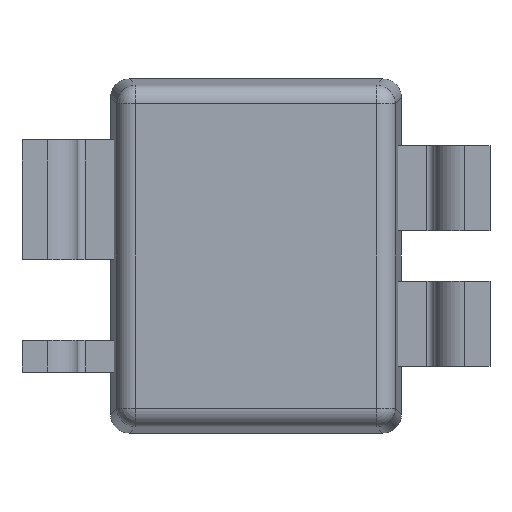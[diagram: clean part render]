
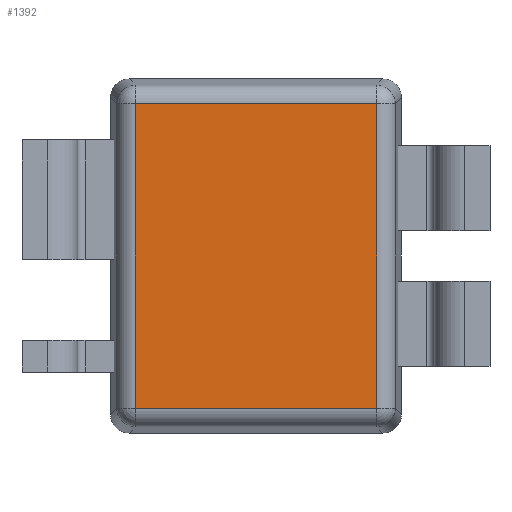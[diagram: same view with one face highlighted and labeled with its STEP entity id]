
A CAD part, front view. The second image highlights one B-rep face of the part: STEP entity #1392.
In plain terms, the highlighted planar face has unit normal (0, -1, 0).
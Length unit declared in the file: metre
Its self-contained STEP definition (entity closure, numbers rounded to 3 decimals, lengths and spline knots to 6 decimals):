
#194=ORIENTED_EDGE('',*,*,#570,.T.);
#195=ORIENTED_EDGE('',*,*,#571,.T.);
#196=ORIENTED_EDGE('',*,*,#572,.T.);
#197=ORIENTED_EDGE('',*,*,#573,.T.);
#570=EDGE_CURVE('',#764,#765,#895,.T.);
#571=EDGE_CURVE('',#765,#766,#896,.F.);
#572=EDGE_CURVE('',#766,#767,#897,.F.);
#573=EDGE_CURVE('',#767,#764,#898,.T.);
#764=VERTEX_POINT('',#2215);
#765=VERTEX_POINT('',#2216);
#766=VERTEX_POINT('',#2218);
#767=VERTEX_POINT('',#2220);
#895=LINE('',#2214,#1039);
#896=LINE('',#2217,#1040);
#897=LINE('',#2219,#1041);
#898=LINE('',#2221,#1042);
#1039=VECTOR('',#1764,1.);
#1040=VECTOR('',#1765,1.);
#1041=VECTOR('',#1766,1.);
#1042=VECTOR('',#1767,1.);
#1170=EDGE_LOOP('',(#194,#195,#196,#197));
#1258=FACE_BOUND('',#1170,.T.);
#1341=PLANE('',#1554);
#1392=ADVANCED_FACE('',(#1258),#1341,.F.);
#1554=AXIS2_PLACEMENT_3D('',#2213,#1762,#1763);
#1762=DIRECTION('',(0.,1.,0.));
#1763=DIRECTION('',(1.,0.,0.));
#1764=DIRECTION('',(0.,0.,-1.));
#1765=DIRECTION('',(-1.,0.,0.));
#1766=DIRECTION('',(0.,0.,-1.));
#1767=DIRECTION('',(-1.,0.,0.));
#2213=CARTESIAN_POINT('',(0.,0.000008,0.));
#2214=CARTESIAN_POINT('',(-0.000953,0.000008,-0.001333));
#2215=CARTESIAN_POINT('',(-0.000953,0.000008,0.001203));
#2216=CARTESIAN_POINT('',(-0.000953,0.000008,-0.001203));
#2217=CARTESIAN_POINT('',(0.001083,0.000008,-0.001203));
#2218=CARTESIAN_POINT('',(0.000953,0.000008,-0.001203));
#2219=CARTESIAN_POINT('',(0.000953,0.000008,0.001333));
#2220=CARTESIAN_POINT('',(0.000953,0.000008,0.001203));
#2221=CARTESIAN_POINT('',(-0.001083,0.000008,0.001203));
